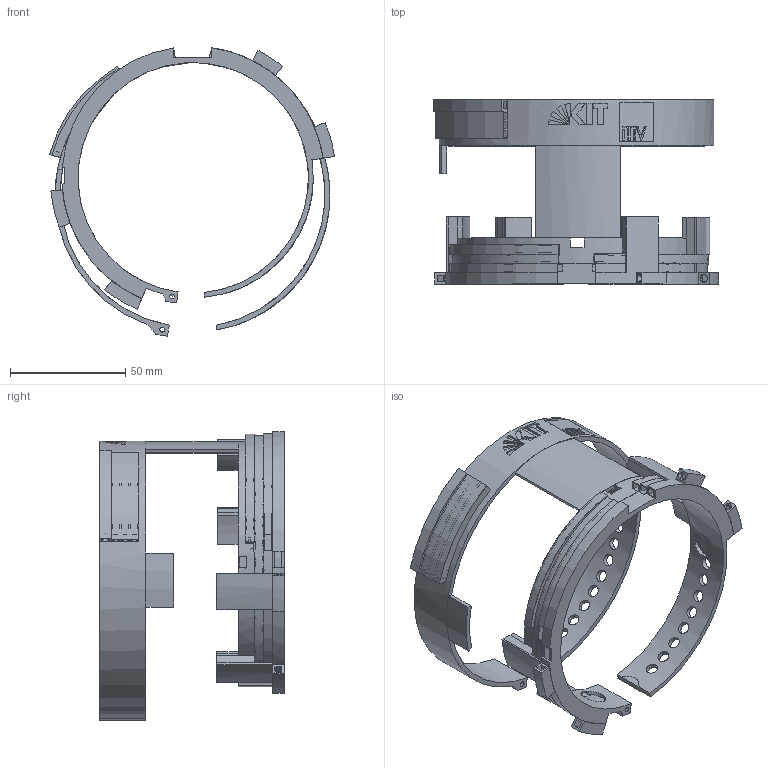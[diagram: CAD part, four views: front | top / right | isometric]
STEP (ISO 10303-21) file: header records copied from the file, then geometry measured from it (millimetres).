
FILE_DESCRIPTION(/* description */ (''),/* implementation_level */ '2;1');
FILE_NAME(/* name */ 'FEEDI_CAD_model.step',/* time_stamp */ '2019-04-17T21:12:34+02:00',/* author */ ('alainbertemes'),/* organization */ (''),/* preprocessor_version */ 'ST-DEVELOPER v18',/* originating_system */ 'Autodesk Translation Framework v8.2.0.1029',/* authorisation */ '');
FILE_SCHEMA (('AUTOMOTIVE_DESIGN { 1 0 10303 214 3 1 1 }'));
Length unit declared in the file: millimetre
Products named in the file (3): __Band_with_features_v_0_01; Band top part; Band bottom part
Assembly tree (2 placements, depth 2):
  __Band_with_features_v_0_01
    Band top part
    Band bottom part
Bounding box: 123.68 x 80 x 125.24 mm (x, y, z)
Volume: 41815.1 mm3; surface area: 57651.9 mm2
Topology: 12 solids, 19 shells, 530 faces, 1564 edges, 1050 vertices
Faces by surface type: plane 297, cylinder 141, cone 51, bspline 41
Full cylindrical faces by diameter (mm): 2.1 x2, 3.281 x1, 3.328 x1, 3.404 x1, 3.41 x1, 3.45 x1, 3.469 x1, 3.47 x1, 3.472 x1, 3.531 x1, 3.572 x1, 3.715 x1, 3.766 x1, 3.796 x1, 5 x18
Entity records: 21596 total; most frequent: CARTESIAN_POINT 7514, ORIENTED_EDGE 3104, DIRECTION 2677, EDGE_CURVE 1564, VERTEX_POINT 1050, AXIS2_PLACEMENT_3D 928, LINE 821, VECTOR 821
